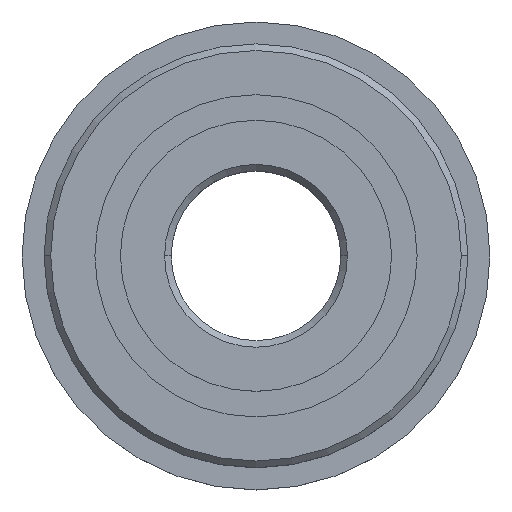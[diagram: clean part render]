
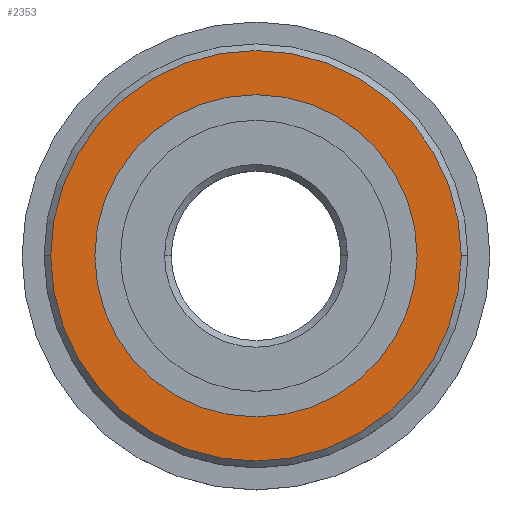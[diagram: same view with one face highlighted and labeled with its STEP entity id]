
A CAD part, top view. The second image highlights one B-rep face of the part: STEP entity #2353.
In plain terms, the highlighted planar face has unit normal (0, 0, 1).
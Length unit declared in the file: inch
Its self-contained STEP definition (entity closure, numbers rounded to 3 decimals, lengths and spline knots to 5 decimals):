
#29 = CIRCLE ( 'NONE', #1957, 0.23761 ) ;
#58 = DIRECTION ( 'NONE',  ( 1., 0., 0. ) ) ;
#68 = DIRECTION ( 'NONE',  ( 1., 0., 0. ) ) ;
#81 = DIRECTION ( 'NONE',  ( 0., 0., 1. ) ) ;
#178 = ORIENTED_EDGE ( 'NONE', *, *, #1079, .T. ) ;
#237 = ORIENTED_EDGE ( 'NONE', *, *, #1268, .T. ) ;
#345 = EDGE_LOOP ( 'NONE', ( #178, #237 ) ) ;
#366 = VERTEX_POINT ( 'NONE', #1596 ) ;
#393 = ORIENTED_EDGE ( 'NONE', *, *, #760, .F. ) ;
#461 = AXIS2_PLACEMENT_3D ( 'NONE', #2450, #2093, #2108 ) ;
#465 = DIRECTION ( 'NONE',  ( 1., 0., 0. ) ) ;
#591 = FACE_BOUND ( 'NONE', #985, .T. ) ;
#678 = DIRECTION ( 'NONE',  ( 0., 0., 1. ) ) ;
#711 = DIRECTION ( 'NONE',  ( 1., 0., 0. ) ) ;
#760 = EDGE_CURVE ( 'NONE', #366, #1283, #29, .T. ) ;
#783 = CIRCLE ( 'NONE', #2020, 0.23761 ) ;
#970 = VERTEX_POINT ( 'NONE', #1898 ) ;
#985 = EDGE_LOOP ( 'NONE', ( #393, #1873 ) ) ;
#1079 = EDGE_CURVE ( 'NONE', #970, #1876, #2010, .T. ) ;
#1221 = CARTESIAN_POINT ( 'NONE',  ( 0., 0., 0.098 ) ) ;
#1268 = EDGE_CURVE ( 'NONE', #1876, #970, #1445, .T. ) ;
#1283 = VERTEX_POINT ( 'NONE', #2172 ) ;
#1365 = PLANE ( 'NONE',  #461 ) ;
#1445 = CIRCLE ( 'NONE', #2035, 0.3027 ) ;
#1502 = AXIS2_PLACEMENT_3D ( 'NONE', #2409, #2032, #711 ) ;
#1584 = CARTESIAN_POINT ( 'NONE',  ( 0., 0., 0.098 ) ) ;
#1596 = CARTESIAN_POINT ( 'NONE',  ( 0.23761, 0., 0.098 ) ) ;
#1752 = CARTESIAN_POINT ( 'NONE',  ( 0.3027, 0., 0.098 ) ) ;
#1873 = ORIENTED_EDGE ( 'NONE', *, *, #1914, .F. ) ;
#1876 = VERTEX_POINT ( 'NONE', #1752 ) ;
#1898 = CARTESIAN_POINT ( 'NONE',  ( -0.3027, 0., 0.098 ) ) ;
#1914 = EDGE_CURVE ( 'NONE', #1283, #366, #783, .T. ) ;
#1957 = AXIS2_PLACEMENT_3D ( 'NONE', #2365, #678, #465 ) ;
#2010 = CIRCLE ( 'NONE', #1502, 0.3027 ) ;
#2020 = AXIS2_PLACEMENT_3D ( 'NONE', #1221, #81, #68 ) ;
#2032 = DIRECTION ( 'NONE',  ( 0., 0., 1. ) ) ;
#2035 = AXIS2_PLACEMENT_3D ( 'NONE', #1584, #2347, #58 ) ;
#2080 = FACE_OUTER_BOUND ( 'NONE', #345, .T. ) ;
#2093 = DIRECTION ( 'NONE',  ( 0., 0., -1. ) ) ;
#2108 = DIRECTION ( 'NONE',  ( -1., 0., 0. ) ) ;
#2172 = CARTESIAN_POINT ( 'NONE',  ( -0.23761, 0., 0.098 ) ) ;
#2347 = DIRECTION ( 'NONE',  ( 0., 0., 1. ) ) ;
#2353 = ADVANCED_FACE ( 'NONE', ( #591, #2080 ), #1365, .F. ) ;
#2365 = CARTESIAN_POINT ( 'NONE',  ( 0., 0., 0.098 ) ) ;
#2409 = CARTESIAN_POINT ( 'NONE',  ( 0., 0., 0.098 ) ) ;
#2450 = CARTESIAN_POINT ( 'NONE',  ( 0., 0.3027, 0.098 ) ) ;
